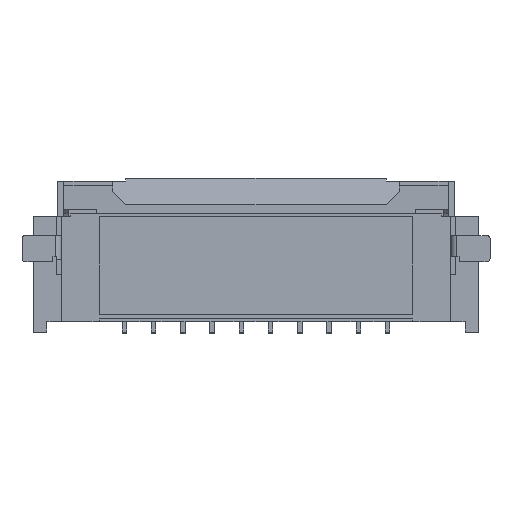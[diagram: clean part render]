
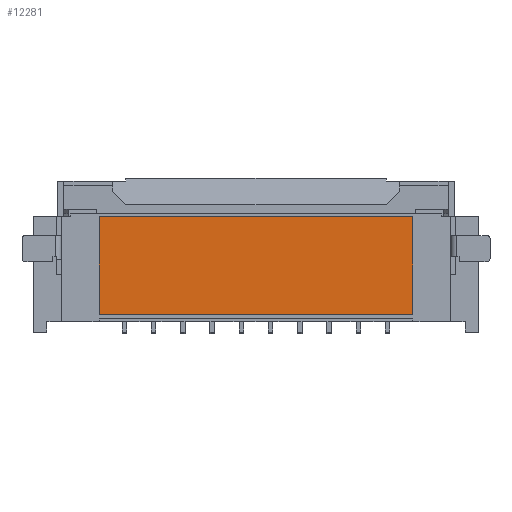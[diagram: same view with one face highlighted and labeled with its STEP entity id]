
A CAD part, front view. The second image highlights one B-rep face of the part: STEP entity #12281.
In plain terms, the highlighted planar face has unit normal (0, -1, 0).
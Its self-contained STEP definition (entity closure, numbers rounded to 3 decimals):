
#245=DIRECTION('',(0.,0.,-1.));
#246=VECTOR('',#245,3.35);
#247=CARTESIAN_POINT('',(-5.365,0.,2.7));
#248=LINE('',#247,#246);
#249=DIRECTION('',(1.,0.,0.));
#250=VECTOR('',#249,10.73);
#251=CARTESIAN_POINT('',(-5.365,0.,2.7));
#252=LINE('',#251,#250);
#253=DIRECTION('',(0.,0.,-1.));
#254=VECTOR('',#253,3.35);
#255=CARTESIAN_POINT('',(5.365,0.,2.7));
#256=LINE('',#255,#254);
#305=DIRECTION('',(1.,0.,0.));
#306=VECTOR('',#305,10.73);
#307=CARTESIAN_POINT('',(-5.365,0.,-0.65));
#308=LINE('',#307,#306);
#9249=CARTESIAN_POINT('',(-5.365,0.,2.7));
#9250=CARTESIAN_POINT('',(-5.365,0.,-0.65));
#9251=VERTEX_POINT('',#9249);
#9252=VERTEX_POINT('',#9250);
#9253=CARTESIAN_POINT('',(5.365,0.,2.7));
#9254=CARTESIAN_POINT('',(5.365,0.,-0.65));
#9255=VERTEX_POINT('',#9253);
#9256=VERTEX_POINT('',#9254);
#12268=CARTESIAN_POINT('',(-7.6,0.,2.7));
#12269=DIRECTION('',(0.,-1.,0.));
#12270=DIRECTION('',(0.,0.,-1.));
#12271=AXIS2_PLACEMENT_3D('',#12268,#12269,#12270);
#12272=PLANE('',#12271);
#12273=ORIENTED_EDGE('',*,*,#12258,.F.);
#12274=ORIENTED_EDGE('',*,*,#12184,.T.);
#12276=ORIENTED_EDGE('',*,*,#12275,.T.);
#12278=ORIENTED_EDGE('',*,*,#12277,.F.);
#12279=EDGE_LOOP('',(#12273,#12274,#12276,#12278));
#12280=FACE_OUTER_BOUND('',#12279,.F.);
#12281=ADVANCED_FACE('',(#12280),#12272,.T.);
#12184=EDGE_CURVE('',#9251,#9255,#252,.T.);
#12258=EDGE_CURVE('',#9251,#9252,#248,.T.);
#12275=EDGE_CURVE('',#9255,#9256,#256,.T.);
#12277=EDGE_CURVE('',#9252,#9256,#308,.T.);
